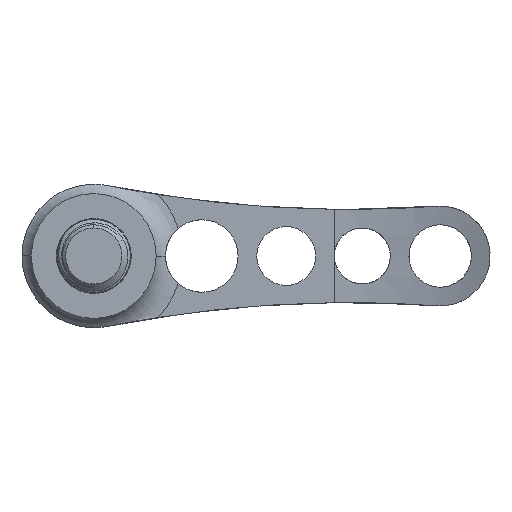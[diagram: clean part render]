
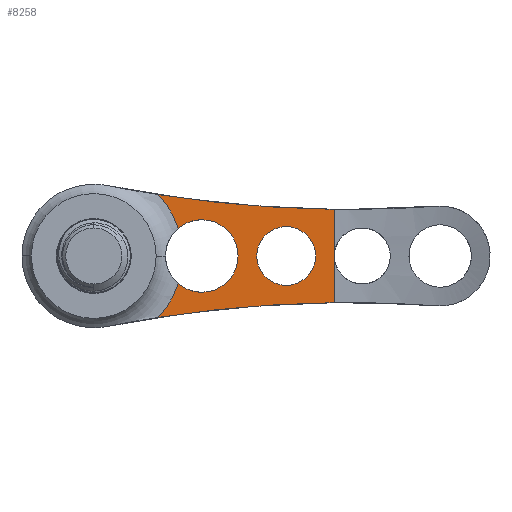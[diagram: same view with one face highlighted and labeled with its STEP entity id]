
A CAD part, left-side view. The second image highlights one B-rep face of the part: STEP entity #8258.
In plain terms, the highlighted face is planar.
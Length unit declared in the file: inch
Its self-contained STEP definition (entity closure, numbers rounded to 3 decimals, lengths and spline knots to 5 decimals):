
#12 = AXIS2_PLACEMENT_3D ( 'NONE', #1599, #6132, #8233 ) ;
#160 = AXIS2_PLACEMENT_3D ( 'NONE', #8966, #7434, #1514 ) ;
#216 = CARTESIAN_POINT ( 'NONE',  ( 8.02913, 0.58051, 0.19685 ) ) ;
#485 = CIRCLE ( 'NONE', #160, 0.18539 ) ;
#675 = ORIENTED_EDGE ( 'NONE', *, *, #5959, .T. ) ;
#865 = AXIS2_PLACEMENT_3D ( 'NONE', #1706, #5554, #7827 ) ;
#876 = DIRECTION ( 'NONE',  ( 0., -1., 0. ) ) ;
#885 = EDGE_LOOP ( 'NONE', ( #6388, #8556 ) ) ;
#1052 = CARTESIAN_POINT ( 'NONE',  ( 1.5, 2.95276, 0.19685 ) ) ;
#1153 = DIRECTION ( 'NONE',  ( 0., 0., -1. ) ) ;
#1240 = ORIENTED_EDGE ( 'NONE', *, *, #9298, .T. ) ;
#1403 = VERTEX_POINT ( 'NONE', #2819 ) ;
#1514 = DIRECTION ( 'NONE',  ( 0., -1., 0. ) ) ;
#1599 = CARTESIAN_POINT ( 'NONE',  ( 0., 1.50351, 0.19685 ) ) ;
#1706 = CARTESIAN_POINT ( 'NONE',  ( 0., 0.97124, 0.19685 ) ) ;
#1723 = AXIS2_PLACEMENT_3D ( 'NONE', #216, #3464, #9603 ) ;
#1734 = PLANE ( 'NONE',  #5764 ) ;
#1789 = EDGE_LOOP ( 'NONE', ( #6150, #1240, #8031, #675, #4034, #5979, #6788, #8759 ) ) ;
#1801 = VERTEX_POINT ( 'NONE', #2700 ) ;
#1917 = EDGE_CURVE ( 'NONE', #1403, #7721, #485, .T. ) ;
#1934 = DIRECTION ( 'NONE',  ( 0., 0., -1. ) ) ;
#1959 = EDGE_CURVE ( 'NONE', #5762, #2215, #3144, .T. ) ;
#1998 = DIRECTION ( 'NONE',  ( -1., 0., 0. ) ) ;
#2215 = VERTEX_POINT ( 'NONE', #3517 ) ;
#2256 = DIRECTION ( 'NONE',  ( 0., 0., -1. ) ) ;
#2510 = CIRCLE ( 'NONE', #4426, 7.73513 ) ;
#2531 = DIRECTION ( 'NONE',  ( 0., -1., 0. ) ) ;
#2565 = CARTESIAN_POINT ( 'NONE',  ( 0., 2.18504, 0.19685 ) ) ;
#2627 = CARTESIAN_POINT ( 'NONE',  ( 0.22877, 1.50351, 0.19685 ) ) ;
#2700 = CARTESIAN_POINT ( 'NONE',  ( 0.17424, 1.65176, 0.19685 ) ) ;
#2819 = CARTESIAN_POINT ( 'NONE',  ( 0.18539, 0.97124, 0.19685 ) ) ;
#2903 = CARTESIAN_POINT ( 'NONE',  ( -0.29451, 0.66929, 0.19685 ) ) ;
#2978 = CIRCLE ( 'NONE', #1723, 7.73513 ) ;
#3105 = VERTEX_POINT ( 'NONE', #6175 ) ;
#3144 = CIRCLE ( 'NONE', #12, 0.22877 ) ;
#3225 = EDGE_CURVE ( 'NONE', #7283, #7022, #2510, .T. ) ;
#3263 = CARTESIAN_POINT ( 'NONE',  ( 0., 2.18504, 0.19685 ) ) ;
#3302 = DIRECTION ( 'NONE',  ( 0., -1., 0. ) ) ;
#3308 = CARTESIAN_POINT ( 'NONE',  ( -8.02913, 0.58051, 0.19685 ) ) ;
#3338 = EDGE_CURVE ( 'NONE', #3105, #6217, #2978, .T. ) ;
#3357 = DIRECTION ( 'NONE',  ( 0., 0., -1. ) ) ;
#3457 = DIRECTION ( 'NONE',  ( 0., -1., 0. ) ) ;
#3464 = DIRECTION ( 'NONE',  ( 0., 0., 1. ) ) ;
#3471 = CARTESIAN_POINT ( 'NONE',  ( 1.5, 0.66929, 0.19685 ) ) ;
#3517 = CARTESIAN_POINT ( 'NONE',  ( -0.22877, 1.50351, 0.19685 ) ) ;
#3674 = VERTEX_POINT ( 'NONE', #4495 ) ;
#3708 = CIRCLE ( 'NONE', #865, 0.18539 ) ;
#4034 = ORIENTED_EDGE ( 'NONE', *, *, #8008, .T. ) ;
#4426 = AXIS2_PLACEMENT_3D ( 'NONE', #3308, #3357, #9246 ) ;
#4431 = CIRCLE ( 'NONE', #4895, 0.56102 ) ;
#4443 = AXIS2_PLACEMENT_3D ( 'NONE', #3263, #4846, #2531 ) ;
#4495 = CARTESIAN_POINT ( 'NONE',  ( -0.17424, 1.65176, 0.19685 ) ) ;
#4837 = FACE_OUTER_BOUND ( 'NONE', #1789, .T. ) ;
#4846 = DIRECTION ( 'NONE',  ( 0., 0., -1. ) ) ;
#4895 = AXIS2_PLACEMENT_3D ( 'NONE', #2565, #1153, #3457 ) ;
#4961 = AXIS2_PLACEMENT_3D ( 'NONE', #6939, #2256, #876 ) ;
#5239 = CIRCLE ( 'NONE', #4443, 0.56102 ) ;
#5554 = DIRECTION ( 'NONE',  ( 0., 0., -1. ) ) ;
#5762 = VERTEX_POINT ( 'NONE', #2627 ) ;
#5764 = AXIS2_PLACEMENT_3D ( 'NONE', #1052, #7906, #6369 ) ;
#5780 = CARTESIAN_POINT ( 'NONE',  ( 0.29451, 0.66929, 0.19685 ) ) ;
#5811 = EDGE_CURVE ( 'NONE', #6217, #7022, #7276, .T. ) ;
#5959 = EDGE_CURVE ( 'NONE', #2215, #3674, #9653, .T. ) ;
#5979 = ORIENTED_EDGE ( 'NONE', *, *, #3225, .T. ) ;
#6132 = DIRECTION ( 'NONE',  ( 0., 0., -1. ) ) ;
#6133 = EDGE_CURVE ( 'NONE', #3105, #1801, #4431, .T. ) ;
#6150 = ORIENTED_EDGE ( 'NONE', *, *, #6133, .T. ) ;
#6153 = AXIS2_PLACEMENT_3D ( 'NONE', #9394, #1934, #3302 ) ;
#6175 = CARTESIAN_POINT ( 'NONE',  ( 0.38746, 1.7793, 0.19685 ) ) ;
#6217 = VERTEX_POINT ( 'NONE', #5780 ) ;
#6369 = DIRECTION ( 'NONE',  ( 0., -1., 0. ) ) ;
#6388 = ORIENTED_EDGE ( 'NONE', *, *, #9361, .T. ) ;
#6788 = ORIENTED_EDGE ( 'NONE', *, *, #5811, .F. ) ;
#6939 = CARTESIAN_POINT ( 'NONE',  ( 0., 1.50351, 0.19685 ) ) ;
#7022 = VERTEX_POINT ( 'NONE', #2903 ) ;
#7276 = LINE ( 'NONE', #3471, #7739 ) ;
#7283 = VERTEX_POINT ( 'NONE', #7624 ) ;
#7434 = DIRECTION ( 'NONE',  ( 0., 0., -1. ) ) ;
#7624 = CARTESIAN_POINT ( 'NONE',  ( -0.38746, 1.7793, 0.19685 ) ) ;
#7721 = VERTEX_POINT ( 'NONE', #8554 ) ;
#7739 = VECTOR ( 'NONE', #1998, 39.37008 ) ;
#7827 = DIRECTION ( 'NONE',  ( 0., -1., 0. ) ) ;
#7906 = DIRECTION ( 'NONE',  ( 0., 0., 1. ) ) ;
#8008 = EDGE_CURVE ( 'NONE', #3674, #7283, #5239, .T. ) ;
#8031 = ORIENTED_EDGE ( 'NONE', *, *, #1959, .T. ) ;
#8233 = DIRECTION ( 'NONE',  ( 0., -1., 0. ) ) ;
#8258 = ADVANCED_FACE ( 'NONE', ( #9448, #4837 ), #1734, .T. ) ;
#8554 = CARTESIAN_POINT ( 'NONE',  ( -0.18539, 0.97124, 0.19685 ) ) ;
#8556 = ORIENTED_EDGE ( 'NONE', *, *, #1917, .T. ) ;
#8759 = ORIENTED_EDGE ( 'NONE', *, *, #3338, .F. ) ;
#8966 = CARTESIAN_POINT ( 'NONE',  ( 0., 0.97124, 0.19685 ) ) ;
#9213 = CIRCLE ( 'NONE', #4961, 0.22877 ) ;
#9246 = DIRECTION ( 'NONE',  ( 0., -1., 0. ) ) ;
#9298 = EDGE_CURVE ( 'NONE', #1801, #5762, #9213, .T. ) ;
#9361 = EDGE_CURVE ( 'NONE', #7721, #1403, #3708, .T. ) ;
#9394 = CARTESIAN_POINT ( 'NONE',  ( 0., 1.50351, 0.19685 ) ) ;
#9448 = FACE_BOUND ( 'NONE', #885, .T. ) ;
#9603 = DIRECTION ( 'NONE',  ( 0., -1., 0. ) ) ;
#9653 = CIRCLE ( 'NONE', #6153, 0.22877 ) ;
